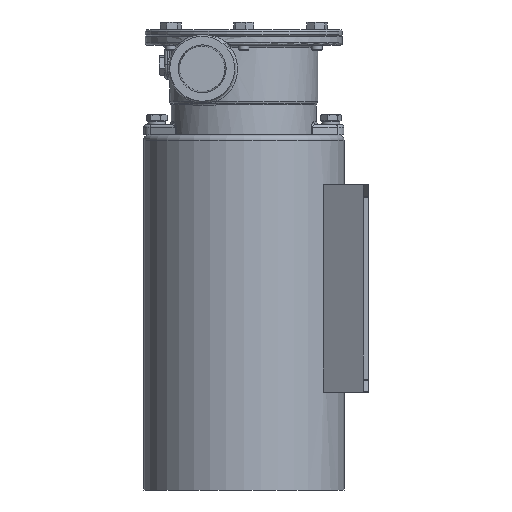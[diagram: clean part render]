
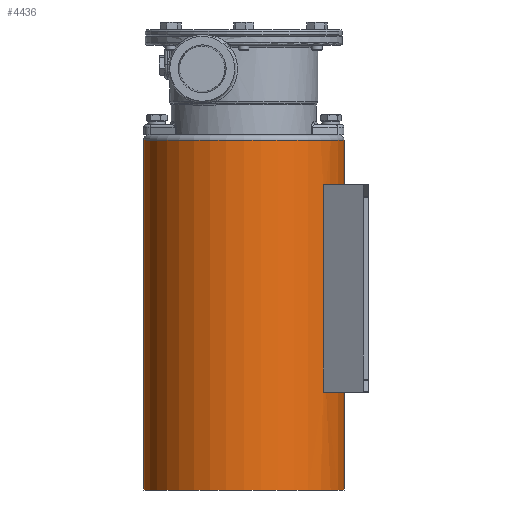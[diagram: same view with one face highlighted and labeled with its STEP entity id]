
A CAD part, left-side view. The second image highlights one B-rep face of the part: STEP entity #4436.
In plain terms, the highlighted cylindrical face has radius 38.6 mm (diameter 77.2 mm), a full revolution.
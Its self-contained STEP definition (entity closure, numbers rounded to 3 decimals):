
#284=FACE_BOUND('',#1085,.T.);
#285=FACE_BOUND('',#1086,.T.);
#397=CIRCLE('',#4971,38.6);
#399=CIRCLE('',#4975,38.6);
#404=CIRCLE('',#4984,38.6);
#407=CIRCLE('',#4988,38.6);
#408=CIRCLE('',#4989,38.6);
#409=CIRCLE('',#4990,38.6);
#673=CYLINDRICAL_SURFACE('',#4987,38.6);
#791=FACE_OUTER_BOUND('',#1084,.T.);
#1084=EDGE_LOOP('',(#3142,#3143,#3144,#3145));
#1085=EDGE_LOOP('',(#3146,#3147,#3148,#3149));
#1086=EDGE_LOOP('',(#3150,#3151,#3152,#3153));
#1453=LINE('',#7148,#1713);
#1454=LINE('',#7150,#1714);
#1455=LINE('',#7151,#1715);
#1456=LINE('',#7156,#1716);
#1457=LINE('',#7159,#1717);
#1713=VECTOR('',#5720,38.6);
#1714=VECTOR('',#5723,10.);
#1715=VECTOR('',#5724,10.);
#1716=VECTOR('',#5727,10.);
#1717=VECTOR('',#5730,10.);
#1971=VERTEX_POINT('',#7108);
#1972=VERTEX_POINT('',#7110);
#1976=VERTEX_POINT('',#7122);
#1977=VERTEX_POINT('',#7124);
#1982=VERTEX_POINT('',#7141);
#1984=VERTEX_POINT('',#7147);
#1985=VERTEX_POINT('',#7152);
#1986=VERTEX_POINT('',#7153);
#1987=VERTEX_POINT('',#7155);
#1988=VERTEX_POINT('',#7157);
#2402=EDGE_CURVE('',#1972,#1971,#397,.T.);
#2409=EDGE_CURVE('',#1977,#1976,#399,.T.);
#2417=EDGE_CURVE('',#1982,#1982,#404,.T.);
#2420=EDGE_CURVE('',#1982,#1984,#1453,.T.);
#2421=EDGE_CURVE('',#1984,#1984,#407,.T.);
#2422=EDGE_CURVE('',#1976,#1972,#1454,.T.);
#2423=EDGE_CURVE('',#1971,#1977,#1455,.T.);
#2424=EDGE_CURVE('',#1985,#1986,#408,.T.);
#2425=EDGE_CURVE('',#1986,#1987,#1456,.T.);
#2426=EDGE_CURVE('',#1987,#1988,#409,.T.);
#2427=EDGE_CURVE('',#1988,#1985,#1457,.T.);
#3142=ORIENTED_EDGE('',*,*,#2417,.F.);
#3143=ORIENTED_EDGE('',*,*,#2420,.T.);
#3144=ORIENTED_EDGE('',*,*,#2421,.F.);
#3145=ORIENTED_EDGE('',*,*,#2420,.F.);
#3146=ORIENTED_EDGE('',*,*,#2422,.T.);
#3147=ORIENTED_EDGE('',*,*,#2402,.T.);
#3148=ORIENTED_EDGE('',*,*,#2423,.T.);
#3149=ORIENTED_EDGE('',*,*,#2409,.T.);
#3150=ORIENTED_EDGE('',*,*,#2424,.T.);
#3151=ORIENTED_EDGE('',*,*,#2425,.T.);
#3152=ORIENTED_EDGE('',*,*,#2426,.T.);
#3153=ORIENTED_EDGE('',*,*,#2427,.T.);
#4436=ADVANCED_FACE('',(#791,#284,#285),#673,.T.);
#4971=AXIS2_PLACEMENT_3D('',#7111,#5678,#5679);
#4975=AXIS2_PLACEMENT_3D('',#7125,#5691,#5692);
#4984=AXIS2_PLACEMENT_3D('',#7142,#5712,#5713);
#4987=AXIS2_PLACEMENT_3D('',#7146,#5718,#5719);
#4988=AXIS2_PLACEMENT_3D('',#7149,#5721,#5722);
#4989=AXIS2_PLACEMENT_3D('',#7154,#5725,#5726);
#4990=AXIS2_PLACEMENT_3D('',#7158,#5728,#5729);
#5678=DIRECTION('center_axis',(0.,0.,-1.));
#5679=DIRECTION('ref_axis',(-1.,0.,0.));
#5691=DIRECTION('center_axis',(0.,0.,1.));
#5692=DIRECTION('ref_axis',(-1.,0.,0.));
#5712=DIRECTION('center_axis',(0.,0.,1.));
#5713=DIRECTION('ref_axis',(-1.,0.,0.));
#5718=DIRECTION('center_axis',(0.,0.,1.));
#5719=DIRECTION('ref_axis',(-1.,0.,0.));
#5720=DIRECTION('',(0.,0.,-1.));
#5721=DIRECTION('center_axis',(0.,0.,-1.));
#5722=DIRECTION('ref_axis',(-1.,0.,0.));
#5723=DIRECTION('',(0.,0.,-1.));
#5724=DIRECTION('',(0.,0.,1.));
#5725=DIRECTION('center_axis',(0.,0.,1.));
#5726=DIRECTION('ref_axis',(-1.,0.,0.));
#5727=DIRECTION('',(0.,0.,-1.));
#5728=DIRECTION('center_axis',(0.,0.,-1.));
#5729=DIRECTION('ref_axis',(-1.,0.,0.));
#5730=DIRECTION('',(0.,0.,1.));
#7108=CARTESIAN_POINT('',(22.,-31.717,37.7));
#7110=CARTESIAN_POINT('',(23.619,-30.531,37.7));
#7111=CARTESIAN_POINT('Origin',(0.,0.,37.7));
#7122=CARTESIAN_POINT('',(23.619,-30.531,117.7));
#7124=CARTESIAN_POINT('',(22.,-31.717,117.7));
#7125=CARTESIAN_POINT('Origin',(0.,0.,117.7));
#7141=CARTESIAN_POINT('',(38.6,0.,134.7));
#7142=CARTESIAN_POINT('Origin',(0.,0.,134.7));
#7146=CARTESIAN_POINT('Origin',(0.,0.,0.));
#7147=CARTESIAN_POINT('',(38.6,0.,0.));
#7148=CARTESIAN_POINT('',(38.6,0.,0.));
#7149=CARTESIAN_POINT('Origin',(0.,0.,0.));
#7150=CARTESIAN_POINT('',(23.619,-30.531,0.));
#7151=CARTESIAN_POINT('',(22.,-31.717,0.));
#7152=CARTESIAN_POINT('',(-23.619,-30.531,117.7));
#7153=CARTESIAN_POINT('',(-22.,-31.717,117.7));
#7154=CARTESIAN_POINT('Origin',(0.,0.,117.7));
#7155=CARTESIAN_POINT('',(-22.,-31.717,37.7));
#7156=CARTESIAN_POINT('',(-22.,-31.717,0.));
#7157=CARTESIAN_POINT('',(-23.619,-30.531,37.7));
#7158=CARTESIAN_POINT('Origin',(0.,0.,37.7));
#7159=CARTESIAN_POINT('',(-23.619,-30.531,0.));
